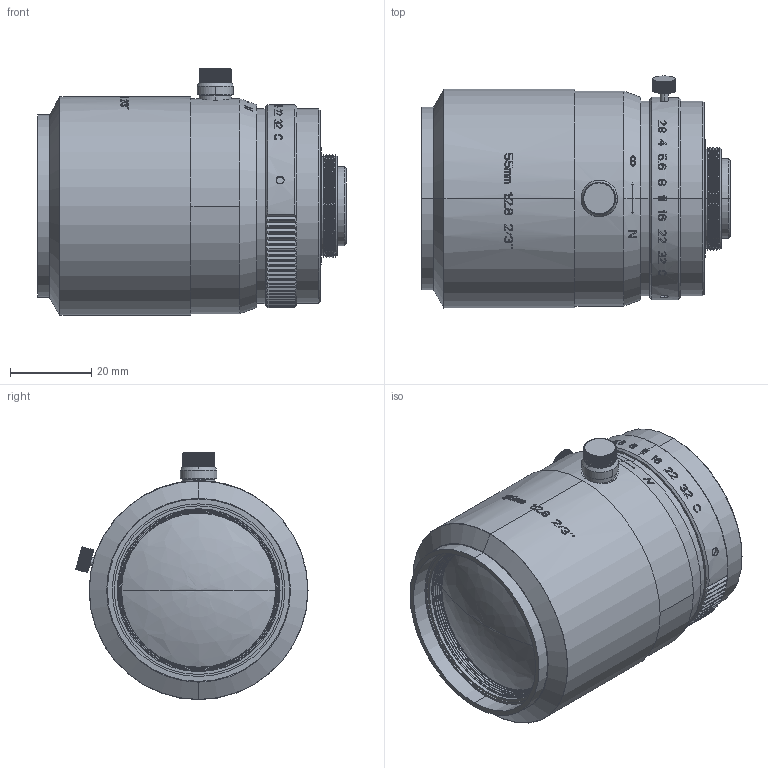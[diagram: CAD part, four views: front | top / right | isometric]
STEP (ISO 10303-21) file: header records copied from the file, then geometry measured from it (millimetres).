
FILE_DESCRIPTION (( 'STEP AP203' ), '1' );
FILE_NAME ('600034.STEP', '2021-08-06T07:08:45', ( '' ), ( '' ), 'SwSTEP 2.0', 'SolidWorks 2020', '' );
FILE_SCHEMA (( 'CONFIG_CONTROL_DESIGN' ));
Products named in the file (1): 600034
Bounding box: 76.12 x 57.24 x 61 mm (x, y, z)
Surface area: 31519.2 mm2 (no closed solid volume)
Topology: 0 solids, 19 shells, 2078 faces, 5459 edges, 3476 vertices
Faces by surface type: plane 932, bspline 643, cylinder 292, cone 211
Entity records: 78333 total; most frequent: CARTESIAN_POINT 33670, ORIENTED_EDGE 10892, DIRECTION 6783, EDGE_CURVE 5453, VERTEX_POINT 3476, AXIS2_PLACEMENT_3D 2521, B_SPLINE_CURVE_WITH_KNOTS 2412, EDGE_LOOP 2196
